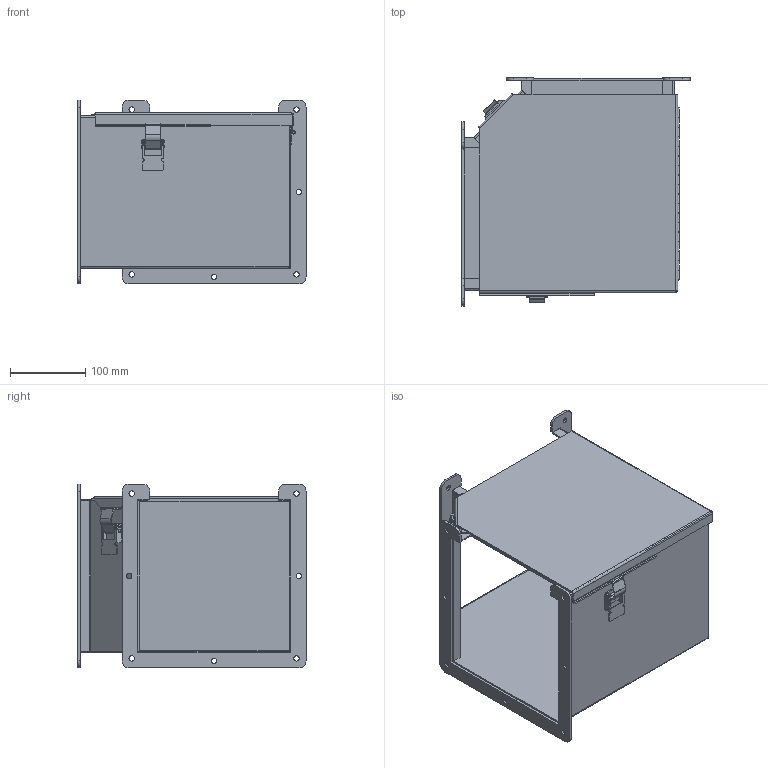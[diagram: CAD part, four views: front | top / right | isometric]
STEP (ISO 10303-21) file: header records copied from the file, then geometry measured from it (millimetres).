
FILE_DESCRIPTION(/* description */ ('LJWLA, TUB,CS, 8X8'),/* implementation_level */ '2;1');
FILE_NAME(/* name */ 'LJWL908A.stp',/* time_stamp */ '2017-04-03T17:15:59+06:00',/* author */ ('bjayachandran'),/* organization */ (''),/* preprocessor_version */ 'ST-DEVELOPER v16.1',/* originating_system */ 'Autodesk Inventor 2016',/* authorisation */ '');
FILE_SCHEMA (('AUTOMOTIVE_DESIGN { 1 0 10303 214 3 1 1 }'));
Length unit declared in the file: inch
Products named in the file (17): LJWL908AMAIN; LJWL908AMIDPLT; LJWL908ALID; 328122LH; 328122P; 328122TH; 328122; PART1; PART2; PART3; PART4; PART5; 35011; LJWL908AGASKET; LJW8RINGP; LJWTAB; LJWL908A
Assembly tree (19 placements, depth 3):
  LJWL908A
    LJWL908AMAIN
    LJWL908AMIDPLT
    LJWL908ALID
    328122
      328122LH
      328122P
      328122TH
    35011  x2
      PART1
      PART2
      PART3
      PART4
      PART5
    LJWL908AGASKET
    LJW8RINGP  x2
    LJWTAB  x2
Bounding box: 303.22 x 303.21 x 244.47 mm (x, y, z)
Volume: 722833 mm3; surface area: 737596.8 mm2
Topology: 21 solids, 21 shells, 509 faces, 1313 edges, 846 vertices
Faces by surface type: plane 324, cylinder 169, bspline 16
Full cylindrical faces by diameter (mm): 2.54 x1, 2.957 x18, 3.454 x4, 3.946 x12, 4.286 x8, 7.144 x14
Entity records: 12284 total; most frequent: CARTESIAN_POINT 2586, DIRECTION 1906, ORIENTED_EDGE 1820, EDGE_CURVE 910, LINE 674, VECTOR 674, AXIS2_PLACEMENT_3D 616, VERTEX_POINT 604
